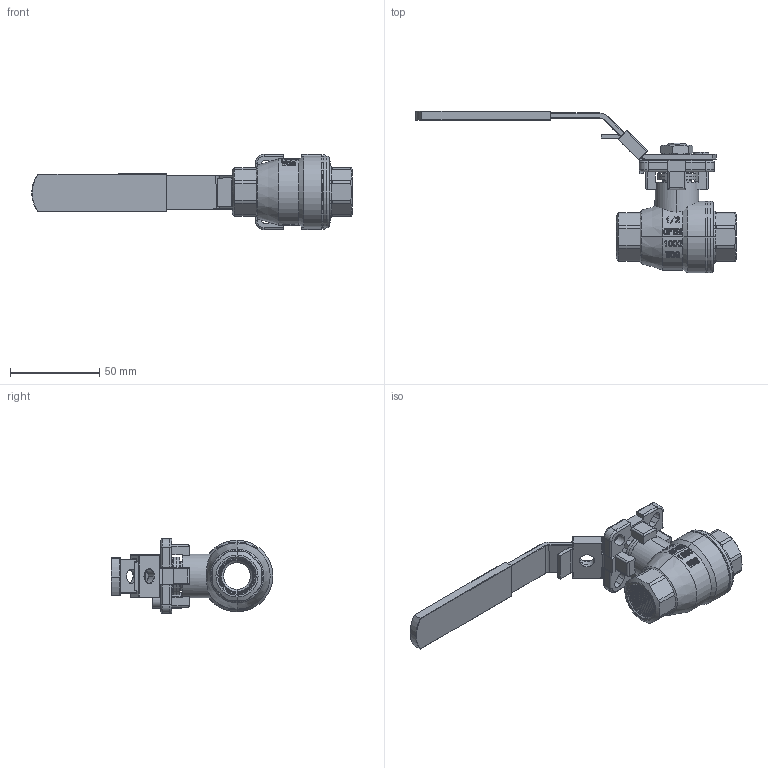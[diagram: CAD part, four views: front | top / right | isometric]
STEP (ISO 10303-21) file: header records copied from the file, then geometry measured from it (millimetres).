
FILE_DESCRIPTION (( 'STEP AP203' ), '1' );
FILE_NAME ('0.5-1000WOG KV-L20蚾饜极.STEP', '2017-02-10T09:20:48', ( 'XiTongTianDi' ), ( 'XiTongTianDi.Com' ), 'SwSTEP 2.0', 'SolidWorks 2013', '' );
FILE_SCHEMA (( 'CONFIG_CONTROL_DESIGN' ));
Length unit declared in the file: millimetre
Products named in the file (11): hex nut gradec_iso_Hexagon Nut ISO - 4034 - M5 - N; 0.5-1000WOG  KV-L20蚾饜极; 評倛粟え; hex thin nut chamfered gradeab_iso_Hexagon Thin Nut ISO - 4035 - M10 - N; 0.5-1000WOG  KV-L20; 滅侂菜え; 概裝0.5-1000WOG; 圆口垫圈; 跡鰍; 忒梟; socket head cap screw_iso_ISO 4762 M5 x 12 --- 12N
Assembly tree (12 placements, depth 2):
  0.5-1000WOG  KV-L20蚾饜极
    0.5-1000WOG  KV-L20
    概裝0.5-1000WOG
    跡鰍
    評倛粟え  x2
    hex thin nut chamfered gradeab_iso_Hexagon Thin Nut ISO - 4035 - M10 - N  x2
    滅侂菜え
    圆口垫圈
    忒梟
    socket head cap screw_iso_ISO 4762 M5 x 12 --- 12N
    hex nut gradec_iso_Hexagon Nut ISO - 4034 - M5 - N
Bounding box: 179.14 x 90.33 x 42 mm (x, y, z)
Volume: 80522.4 mm3; surface area: 43410.3 mm2
Topology: 12 solids, 12 shells, 964 faces, 2437 edges, 1527 vertices
Faces by surface type: plane 391, cylinder 244, cone 128, bspline 123, torus 60, sphere 18
Entity records: 66136 total; most frequent: CARTESIAN_POINT 43585, ORIENTED_EDGE 4694, DIRECTION 4047, EDGE_CURVE 2347, AXIS2_PLACEMENT_3D 1490, VERTEX_POINT 1481, VECTOR 1067, LINE 1067
